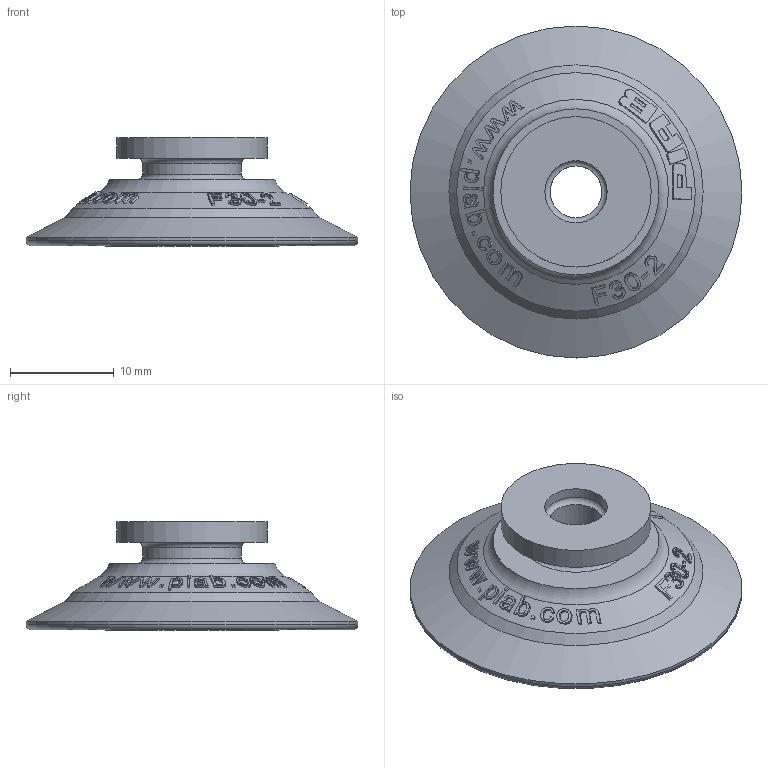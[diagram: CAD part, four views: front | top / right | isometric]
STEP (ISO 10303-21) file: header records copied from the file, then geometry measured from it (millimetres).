
FILE_DESCRIPTION( ( 'Unknown' ), '1' );
FILE_NAME( 'SE-0412732.stp', 'Unknown', ( 'Unknown' ), ( 'Unknown' ), 'PSStep 17.0.49', 'Unknown', ' ' );
FILE_SCHEMA( ( 'AUTOMOTIVE_DESIGN { 1 0 10303 214 1 1 1 1 }' ) );
Length unit declared in the file: millimetre
Products named in the file (1): 1
Bounding box: 32 x 32 x 10.46 mm (x, y, z)
Volume: 3188.2 mm3; surface area: 2329 mm2
Topology: 1 solids, 1 shells, 229 faces, 571 edges, 378 vertices
Faces by surface type: plane 125, extrusion 42, cone 35, cylinder 22, torus 5
Full cylindrical faces by diameter (mm): 5 x1, 6 x1, 7 x1, 9.5 x1, 14.5 x1, 32 x1
Entity records: 9013 total; most frequent: CARTESIAN_POINT 4302, ORIENTED_EDGE 1096, DIRECTION 630, EDGE_CURVE 548, B_SPLINE_CURVE_WITH_KNOTS 398, VERTEX_POINT 376, EDGE_LOOP 286, FACE_OUTER_BOUND 246
